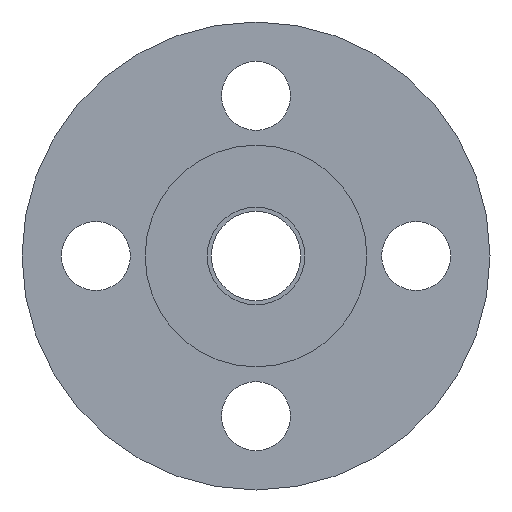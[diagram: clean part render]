
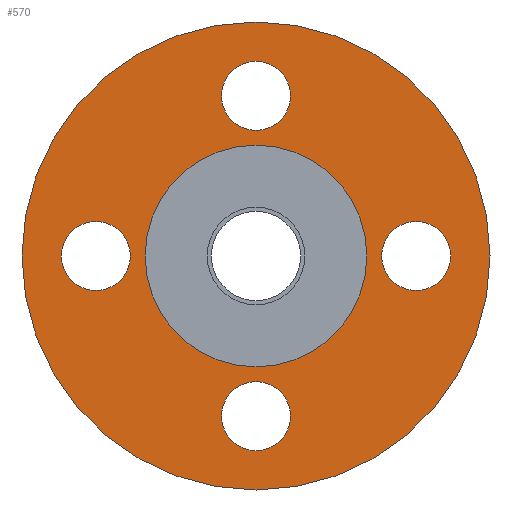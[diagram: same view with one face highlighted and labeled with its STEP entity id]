
A CAD part, front view. The second image highlights one B-rep face of the part: STEP entity #570.
In plain terms, the highlighted planar face has unit normal (0, -1, 0).
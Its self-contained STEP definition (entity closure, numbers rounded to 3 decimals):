
#5 = FACE_BOUND ( 'NONE', #823, .T. ) ;
#21 = CARTESIAN_POINT ( 'NONE',  ( 0., 6., 47.5 ) ) ;
#22 = AXIS2_PLACEMENT_3D ( 'NONE', #306, #130, #458 ) ;
#23 = VERTEX_POINT ( 'NONE', #710 ) ;
#27 = CARTESIAN_POINT ( 'NONE',  ( 0., 6., 25.5 ) ) ;
#31 = VERTEX_POINT ( 'NONE', #21 ) ;
#32 = AXIS2_PLACEMENT_3D ( 'NONE', #849, #234, #502 ) ;
#35 = VERTEX_POINT ( 'NONE', #223 ) ;
#78 = VERTEX_POINT ( 'NONE', #27 ) ;
#98 = DIRECTION ( 'NONE',  ( 0., 0., -1. ) ) ;
#99 = DIRECTION ( 'NONE',  ( 0., 1., 0. ) ) ;
#107 = VERTEX_POINT ( 'NONE', #261 ) ;
#122 = CARTESIAN_POINT ( 'NONE',  ( 0., 6., 0. ) ) ;
#129 = AXIS2_PLACEMENT_3D ( 'NONE', #579, #251, #878 ) ;
#130 = DIRECTION ( 'NONE',  ( 0., -1., 0. ) ) ;
#131 = CARTESIAN_POINT ( 'NONE',  ( 0., 6., 22.5 ) ) ;
#162 = AXIS2_PLACEMENT_3D ( 'NONE', #432, #362, #164 ) ;
#164 = DIRECTION ( 'NONE',  ( 0., 0., -1. ) ) ;
#169 = EDGE_CURVE ( 'NONE', #31, #35, #811, .T. ) ;
#183 = VERTEX_POINT ( 'NONE', #797 ) ;
#184 = EDGE_CURVE ( 'NONE', #731, #478, #825, .T. ) ;
#188 = CIRCLE ( 'NONE', #696, 7. ) ;
#189 = DIRECTION ( 'NONE',  ( 0., 0., 1. ) ) ;
#194 = PLANE ( 'NONE',  #473 ) ;
#207 = FACE_BOUND ( 'NONE', #482, .T. ) ;
#218 = ORIENTED_EDGE ( 'NONE', *, *, #452, .F. ) ;
#223 = CARTESIAN_POINT ( 'NONE',  ( 0., 6., -47.5 ) ) ;
#226 = AXIS2_PLACEMENT_3D ( 'NONE', #584, #575, #517 ) ;
#231 = CIRCLE ( 'NONE', #426, 22.5 ) ;
#234 = DIRECTION ( 'NONE',  ( 0., -1., 0. ) ) ;
#251 = DIRECTION ( 'NONE',  ( 0., 1., 0. ) ) ;
#252 = VERTEX_POINT ( 'NONE', #866 ) ;
#253 = CIRCLE ( 'NONE', #489, 22.5 ) ;
#255 = CARTESIAN_POINT ( 'NONE',  ( -32.5, 6., 7. ) ) ;
#257 = VERTEX_POINT ( 'NONE', #255 ) ;
#260 = DIRECTION ( 'NONE',  ( 0., 1., 0. ) ) ;
#261 = CARTESIAN_POINT ( 'NONE',  ( 0., 6., -25.5 ) ) ;
#264 = DIRECTION ( 'NONE',  ( 0., 0., -1. ) ) ;
#267 = DIRECTION ( 'NONE',  ( 0., 0., -1. ) ) ;
#272 = CARTESIAN_POINT ( 'NONE',  ( 0., 6., -22.5 ) ) ;
#274 = DIRECTION ( 'NONE',  ( 0., 0., -1. ) ) ;
#289 = ORIENTED_EDGE ( 'NONE', *, *, #425, .F. ) ;
#299 = CARTESIAN_POINT ( 'NONE',  ( -32.5, 6., 0. ) ) ;
#306 = CARTESIAN_POINT ( 'NONE',  ( 32.5, 6., 0. ) ) ;
#311 = DIRECTION ( 'NONE',  ( 0., 0., 1. ) ) ;
#320 = CARTESIAN_POINT ( 'NONE',  ( 32.5, 6., 7. ) ) ;
#326 = FACE_BOUND ( 'NONE', #456, .T. ) ;
#339 = DIRECTION ( 'NONE',  ( 0., -1., 0. ) ) ;
#346 = EDGE_CURVE ( 'NONE', #257, #616, #592, .T. ) ;
#347 = CARTESIAN_POINT ( 'NONE',  ( -32.5, 6., 0. ) ) ;
#349 = ORIENTED_EDGE ( 'NONE', *, *, #800, .T. ) ;
#350 = CIRCLE ( 'NONE', #860, 7. ) ;
#362 = DIRECTION ( 'NONE',  ( 0., -1., 0. ) ) ;
#371 = DIRECTION ( 'NONE',  ( 0., 1., 0. ) ) ;
#373 = CIRCLE ( 'NONE', #22, 7. ) ;
#383 = AXIS2_PLACEMENT_3D ( 'NONE', #474, #339, #264 ) ;
#396 = DIRECTION ( 'NONE',  ( 0., -1., 0. ) ) ;
#406 = AXIS2_PLACEMENT_3D ( 'NONE', #446, #371, #567 ) ;
#410 = EDGE_CURVE ( 'NONE', #616, #257, #350, .T. ) ;
#415 = EDGE_CURVE ( 'NONE', #23, #107, #565, .T. ) ;
#425 = EDGE_CURVE ( 'NONE', #107, #23, #470, .T. ) ;
#426 = AXIS2_PLACEMENT_3D ( 'NONE', #122, #260, #189 ) ;
#432 = CARTESIAN_POINT ( 'NONE',  ( 0., 6., -32.5 ) ) ;
#437 = CARTESIAN_POINT ( 'NONE',  ( 0., 6., 0. ) ) ;
#441 = CARTESIAN_POINT ( 'NONE',  ( 32.5, 6., -7. ) ) ;
#445 = ORIENTED_EDGE ( 'NONE', *, *, #875, .F. ) ;
#446 = CARTESIAN_POINT ( 'NONE',  ( 0., 6., 0. ) ) ;
#451 = ORIENTED_EDGE ( 'NONE', *, *, #457, .T. ) ;
#452 = EDGE_CURVE ( 'NONE', #78, #252, #188, .T. ) ;
#456 = EDGE_LOOP ( 'NONE', ( #595, #445 ) ) ;
#457 = EDGE_CURVE ( 'NONE', #183, #546, #231, .T. ) ;
#458 = DIRECTION ( 'NONE',  ( 0., 0., -1. ) ) ;
#470 = CIRCLE ( 'NONE', #32, 7. ) ;
#473 = AXIS2_PLACEMENT_3D ( 'NONE', #131, #396, #267 ) ;
#474 = CARTESIAN_POINT ( 'NONE',  ( 0., 6., 32.5 ) ) ;
#478 = VERTEX_POINT ( 'NONE', #320 ) ;
#482 = EDGE_LOOP ( 'NONE', ( #741, #289 ) ) ;
#489 = AXIS2_PLACEMENT_3D ( 'NONE', #437, #99, #311 ) ;
#496 = EDGE_CURVE ( 'NONE', #252, #78, #640, .T. ) ;
#502 = DIRECTION ( 'NONE',  ( 0., 0., -1. ) ) ;
#517 = DIRECTION ( 'NONE',  ( 0., 0., -1. ) ) ;
#518 = EDGE_LOOP ( 'NONE', ( #451, #349 ) ) ;
#526 = ORIENTED_EDGE ( 'NONE', *, *, #827, .F. ) ;
#527 = DIRECTION ( 'NONE',  ( 0., 0., -1. ) ) ;
#546 = VERTEX_POINT ( 'NONE', #272 ) ;
#565 = CIRCLE ( 'NONE', #162, 7. ) ;
#566 = DIRECTION ( 'NONE',  ( 0., -1., 0. ) ) ;
#567 = DIRECTION ( 'NONE',  ( 0., 0., 1. ) ) ;
#570 = ADVANCED_FACE ( 'NONE', ( #326, #608, #5, #207, #593, #877 ), #194, .T. ) ;
#575 = DIRECTION ( 'NONE',  ( 0., -1., 0. ) ) ;
#579 = CARTESIAN_POINT ( 'NONE',  ( 0., 6., 0. ) ) ;
#584 = CARTESIAN_POINT ( 'NONE',  ( 32.5, 6., 0. ) ) ;
#592 = CIRCLE ( 'NONE', #847, 7. ) ;
#593 = FACE_BOUND ( 'NONE', #518, .T. ) ;
#595 = ORIENTED_EDGE ( 'NONE', *, *, #184, .F. ) ;
#603 = DIRECTION ( 'NONE',  ( 0., -1., 0. ) ) ;
#608 = FACE_BOUND ( 'NONE', #621, .T. ) ;
#611 = CARTESIAN_POINT ( 'NONE',  ( -32.5, 6., -7. ) ) ;
#616 = VERTEX_POINT ( 'NONE', #611 ) ;
#621 = EDGE_LOOP ( 'NONE', ( #218, #834 ) ) ;
#628 = ORIENTED_EDGE ( 'NONE', *, *, #169, .F. ) ;
#640 = CIRCLE ( 'NONE', #383, 7. ) ;
#651 = EDGE_LOOP ( 'NONE', ( #628, #526 ) ) ;
#674 = CARTESIAN_POINT ( 'NONE',  ( 0., 6., 32.5 ) ) ;
#696 = AXIS2_PLACEMENT_3D ( 'NONE', #674, #746, #527 ) ;
#710 = CARTESIAN_POINT ( 'NONE',  ( 0., 6., -39.5 ) ) ;
#731 = VERTEX_POINT ( 'NONE', #441 ) ;
#741 = ORIENTED_EDGE ( 'NONE', *, *, #415, .F. ) ;
#746 = DIRECTION ( 'NONE',  ( 0., -1., 0. ) ) ;
#761 = ORIENTED_EDGE ( 'NONE', *, *, #346, .F. ) ;
#792 = CIRCLE ( 'NONE', #406, 47.5 ) ;
#797 = CARTESIAN_POINT ( 'NONE',  ( 0., 6., 22.5 ) ) ;
#800 = EDGE_CURVE ( 'NONE', #546, #183, #253, .T. ) ;
#809 = ORIENTED_EDGE ( 'NONE', *, *, #410, .F. ) ;
#811 = CIRCLE ( 'NONE', #129, 47.5 ) ;
#823 = EDGE_LOOP ( 'NONE', ( #809, #761 ) ) ;
#825 = CIRCLE ( 'NONE', #226, 7. ) ;
#827 = EDGE_CURVE ( 'NONE', #35, #31, #792, .T. ) ;
#834 = ORIENTED_EDGE ( 'NONE', *, *, #496, .F. ) ;
#847 = AXIS2_PLACEMENT_3D ( 'NONE', #347, #603, #274 ) ;
#849 = CARTESIAN_POINT ( 'NONE',  ( 0., 6., -32.5 ) ) ;
#860 = AXIS2_PLACEMENT_3D ( 'NONE', #299, #566, #98 ) ;
#866 = CARTESIAN_POINT ( 'NONE',  ( 0., 6., 39.5 ) ) ;
#875 = EDGE_CURVE ( 'NONE', #478, #731, #373, .T. ) ;
#877 = FACE_OUTER_BOUND ( 'NONE', #651, .T. ) ;
#878 = DIRECTION ( 'NONE',  ( 0., 0., 1. ) ) ;
